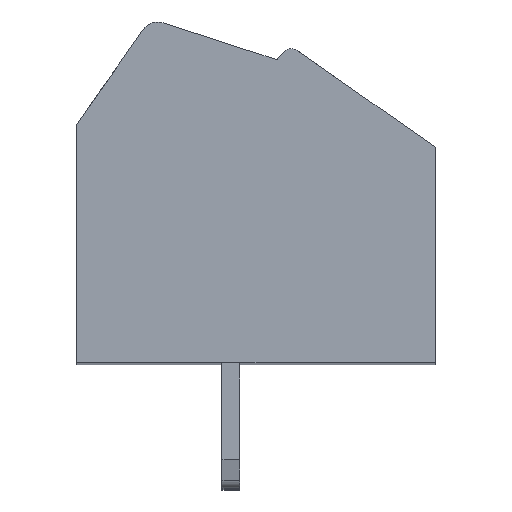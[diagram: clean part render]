
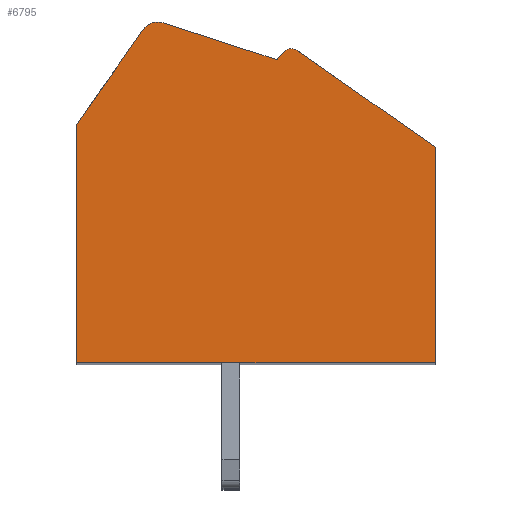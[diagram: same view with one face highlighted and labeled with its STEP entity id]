
A CAD part, top view. The second image highlights one B-rep face of the part: STEP entity #6795.
In plain terms, the highlighted planar face has unit normal (0, 0, 1).
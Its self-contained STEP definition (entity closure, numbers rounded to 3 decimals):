
#615=DIRECTION('',(-0.951,0.309,0.));
#616=VECTOR('',#615,3.333);
#617=CARTESIAN_POINT('',(0.588,3.695,1.75));
#618=LINE('',#617,#616);
#619=DIRECTION('',(-0.638,-0.77,0.));
#620=VECTOR('',#619,0.262);
#621=CARTESIAN_POINT('',(0.755,3.897,1.75));
#622=LINE('',#621,#620);
#623=CARTESIAN_POINT('',(0.986,3.706,1.75));
#624=DIRECTION('',(0.,0.,1.));
#625=DIRECTION('',(0.574,0.819,0.));
#626=AXIS2_PLACEMENT_3D('',#623,#624,#625);
#628=DIRECTION('',(-0.819,0.574,0.));
#629=VECTOR('',#628,4.691);
#630=CARTESIAN_POINT('',(5.,1.261,1.75));
#631=LINE('',#630,#629);
#632=DIRECTION('',(0.,1.,0.));
#633=VECTOR('',#632,6.011);
#634=CARTESIAN_POINT('',(5.,-4.75,1.75));
#635=LINE('',#634,#633);
#636=DIRECTION('',(1.,0.,0.));
#637=VECTOR('',#636,10.);
#638=CARTESIAN_POINT('',(-5.,-4.75,1.75));
#639=LINE('',#638,#637);
#640=DIRECTION('',(0.,-1.,0.));
#641=VECTOR('',#640,6.64);
#642=CARTESIAN_POINT('',(-5.,1.89,1.75));
#643=LINE('',#642,#641);
#644=DIRECTION('',(-0.574,-0.819,0.));
#645=VECTOR('',#644,3.231);
#646=CARTESIAN_POINT('',(-3.147,4.537,1.75));
#647=LINE('',#646,#645);
#648=CARTESIAN_POINT('',(-2.737,4.25,1.75));
#649=DIRECTION('',(0.,0.,1.));
#650=DIRECTION('',(0.309,0.951,0.));
#651=AXIS2_PLACEMENT_3D('',#648,#649,#650);
#4815=CARTESIAN_POINT('',(0.588,3.695,1.75));
#4816=CARTESIAN_POINT('',(-2.583,4.726,1.75));
#4817=VERTEX_POINT('',#4815);
#4818=VERTEX_POINT('',#4816);
#4819=CARTESIAN_POINT('',(-3.147,4.537,1.75));
#4820=VERTEX_POINT('',#4819);
#4821=CARTESIAN_POINT('',(-5.,1.89,1.75));
#4822=VERTEX_POINT('',#4821);
#4823=CARTESIAN_POINT('',(-5.,-4.75,1.75));
#4824=VERTEX_POINT('',#4823);
#4825=CARTESIAN_POINT('',(5.,-4.75,1.75));
#4826=VERTEX_POINT('',#4825);
#4827=CARTESIAN_POINT('',(5.,1.261,1.75));
#4828=VERTEX_POINT('',#4827);
#4829=CARTESIAN_POINT('',(1.158,3.951,1.75));
#4830=VERTEX_POINT('',#4829);
#4831=CARTESIAN_POINT('',(0.755,3.897,1.75));
#4832=VERTEX_POINT('',#4831);
#6779=CARTESIAN_POINT('',(0.,0.,1.75));
#6780=DIRECTION('',(0.,0.,1.));
#6781=DIRECTION('',(1.,0.,0.));
#6782=AXIS2_PLACEMENT_3D('',#6779,#6780,#6781);
#6783=PLANE('',#6782);
#6784=ORIENTED_EDGE('',*,*,#6293,.F.);
#6785=ORIENTED_EDGE('',*,*,#6308,.F.);
#6786=ORIENTED_EDGE('',*,*,#6322,.F.);
#6787=ORIENTED_EDGE('',*,*,#6336,.F.);
#6788=ORIENTED_EDGE('',*,*,#6430,.F.);
#6789=ORIENTED_EDGE('',*,*,#6524,.F.);
#6790=ORIENTED_EDGE('',*,*,#6618,.F.);
#6791=ORIENTED_EDGE('',*,*,#6712,.F.);
#6792=ORIENTED_EDGE('',*,*,#6773,.F.);
#6793=EDGE_LOOP('',(#6784,#6785,#6786,#6787,#6788,#6789,#6790,#6791,#6792));
#6794=FACE_OUTER_BOUND('',#6793,.F.);
#627=CIRCLE('',#626,0.3);
#652=CIRCLE('',#651,0.5);
#6293=EDGE_CURVE('',#4817,#4818,#618,.T.);
#6308=EDGE_CURVE('',#4832,#4817,#622,.T.);
#6322=EDGE_CURVE('',#4830,#4832,#627,.T.);
#6336=EDGE_CURVE('',#4828,#4830,#631,.T.);
#6430=EDGE_CURVE('',#4826,#4828,#635,.T.);
#6524=EDGE_CURVE('',#4824,#4826,#639,.T.);
#6618=EDGE_CURVE('',#4822,#4824,#643,.T.);
#6712=EDGE_CURVE('',#4820,#4822,#647,.T.);
#6773=EDGE_CURVE('',#4818,#4820,#652,.T.);
#6795=ADVANCED_FACE('',(#6794),#6783,.T.);
